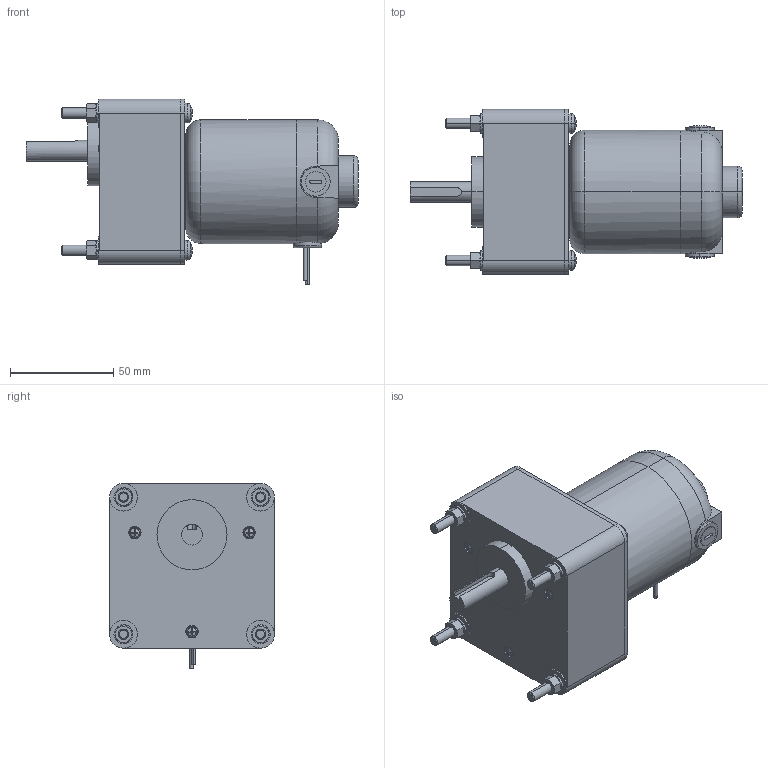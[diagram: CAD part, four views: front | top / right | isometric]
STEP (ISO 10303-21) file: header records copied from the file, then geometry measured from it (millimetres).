
FILE_DESCRIPTION(('starvars output'),'2;1');
FILE_NAME('60b8hf.stp','10:12:39 2014/09/11',( 'Thomas Industrial Network Germany GmbH'),( 'Thomas Industrial Network Germany GmbH'),'unknown preprocess','ACIS' ,'unknown authorization');
FILE_SCHEMA(('AUTOMOTIVE_DESIGN_CC2 {UNKNOWN IMPLEMENTATION LEVEL}'));
Length unit declared in the file: millimetre
Products named in the file (1): PRODUCT_ID_45
Bounding box: 161 x 80 x 90 mm (x, y, z)
Volume: 484847.5 mm3; surface area: 46359 mm2
Topology: 1 solids, 1 shells, 399 faces, 941 edges, 575 vertices
Faces by surface type: plane 178, cylinder 95, cone 88, torus 24, bspline 14
Entity records: 13561 total; most frequent: CARTESIAN_POINT 2809, ORIENTED_EDGE 1882, DIRECTION 1168, EDGE_CURVE 941, VERTEX_POINT 575, EDGE_LOOP 438, FACE_BOUND 438, AXIS2_PLACEMENT_3D 412
